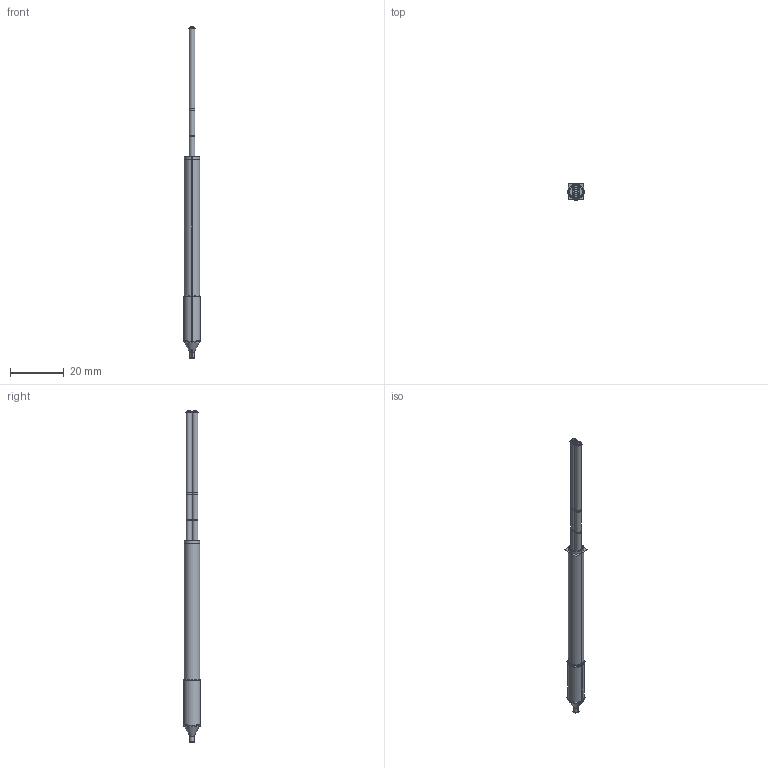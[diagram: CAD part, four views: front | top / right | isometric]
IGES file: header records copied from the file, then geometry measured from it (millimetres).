
Start section:  PTC IGES file: 161949.igs
Global section: file name: 161949.igs; native system: Creo Parametric by Parametric Technology Corporation; preprocessor: 2016010; author: pdmadmin; organization: Unknown; date: 20160420.110716; units: millimetre
Bounding box: 6.09 x 6.09 x 124.11 mm (x, y, z)
Volume: 1218.8 mm3; surface area: 19789.7 mm2
Topology: 4 solids, 4 shells, 136 faces, 680 edges, 866 vertices
Faces by surface type: revolution 104, bspline 32
